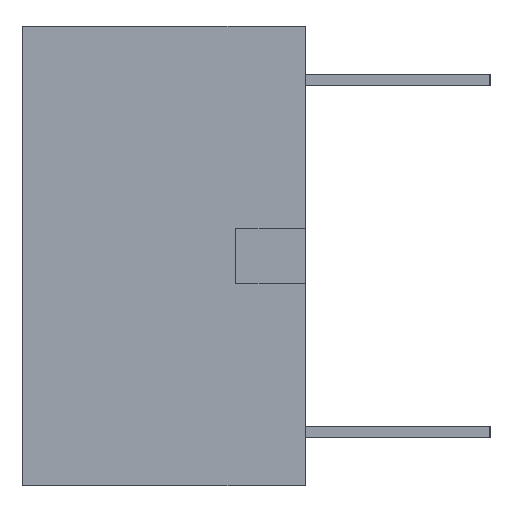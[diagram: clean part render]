
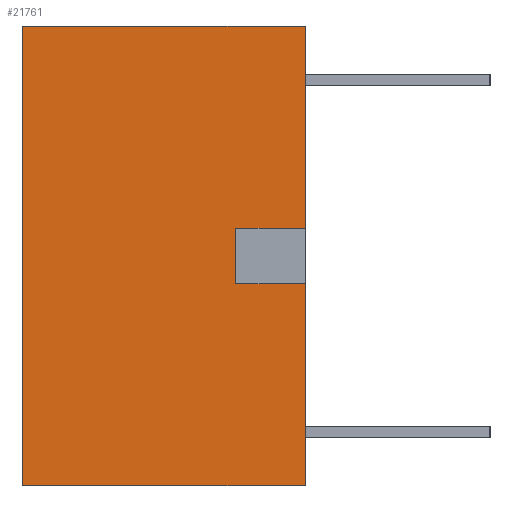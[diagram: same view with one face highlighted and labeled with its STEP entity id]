
A CAD part, left-side view. The second image highlights one B-rep face of the part: STEP entity #21761.
In plain terms, the highlighted planar face has unit normal (-1, 0, 0).
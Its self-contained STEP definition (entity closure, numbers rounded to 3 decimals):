
#4268 = DIRECTION ( 'NONE',  ( 0., -1., 0. ) ) ;
#4269 = VECTOR ( 'NONE', #4268, 1000. ) ;
#4270 = CARTESIAN_POINT ( 'NONE',  ( -10.02, -12.281, 0.6 ) ) ;
#4290 = DIRECTION ( 'NONE',  ( 0., 0., 1. ) ) ;
#4291 = VECTOR ( 'NONE', #4290, 1000. ) ;
#4292 = CARTESIAN_POINT ( 'NONE',  ( -10.02, -6.12, 0. ) ) ;
#4293 = LINE ( 'NONE', #4292, #4291 ) ;
#4294 = CARTESIAN_POINT ( 'NONE',  ( -10.02, -6.12, 0.6 ) ) ;
#4305 = LINE ( 'NONE', #4270, #4269 ) ;
#4329 = DIRECTION ( 'NONE',  ( 0., 1., 0. ) ) ;
#4330 = VECTOR ( 'NONE', #4329, 1000. ) ;
#4331 = CARTESIAN_POINT ( 'NONE',  ( -10.02, -6.12, 4.97 ) ) ;
#4332 = LINE ( 'NONE', #4331, #4330 ) ;
#4333 = CARTESIAN_POINT ( 'NONE',  ( -10.02, -6.12, 4.97 ) ) ;
#4516 = DIRECTION ( 'NONE',  ( 0., -1., 0. ) ) ;
#4517 = VECTOR ( 'NONE', #4516, 1000. ) ;
#4518 = CARTESIAN_POINT ( 'NONE',  ( -10.02, -12.281, -0.6 ) ) ;
#4519 = LINE ( 'NONE', #4518, #4517 ) ;
#4521 = CARTESIAN_POINT ( 'NONE',  ( -10.02, -6.12, -0.6 ) ) ;
#4522 = DIRECTION ( 'NONE',  ( 0., 0., 1. ) ) ;
#4523 = VECTOR ( 'NONE', #4522, 1000. ) ;
#4524 = CARTESIAN_POINT ( 'NONE',  ( -10.02, -6.12, 0. ) ) ;
#4525 = LINE ( 'NONE', #4524, #4523 ) ;
#4526 = CARTESIAN_POINT ( 'NONE',  ( -10.02, -6.12, -4.97 ) ) ;
#4527 = DIRECTION ( 'NONE',  ( 0., 1., 0. ) ) ;
#4528 = VECTOR ( 'NONE', #4527, 1000. ) ;
#4529 = CARTESIAN_POINT ( 'NONE',  ( -10.02, -6.12, -4.97 ) ) ;
#4530 = LINE ( 'NONE', #4529, #4528 ) ;
#4531 = CARTESIAN_POINT ( 'NONE',  ( -10.02, 0., -4.97 ) ) ;
#4532 = DIRECTION ( 'NONE',  ( 0., 0., 1. ) ) ;
#4533 = VECTOR ( 'NONE', #4532, 1000. ) ;
#4534 = CARTESIAN_POINT ( 'NONE',  ( -10.02, 0., 0. ) ) ;
#4535 = LINE ( 'NONE', #4534, #4533 ) ;
#4536 = CARTESIAN_POINT ( 'NONE',  ( -10.02, 0., 4.97 ) ) ;
#4552 = FACE_OUTER_BOUND ( 'NONE', #21762, .T. ) ;
#4582 = CARTESIAN_POINT ( 'NONE',  ( -10.02, -4.62, 0.6 ) ) ;
#4583 = CARTESIAN_POINT ( 'NONE',  ( -10.02, -4.62, -0.6 ) ) ;
#4584 = DIRECTION ( 'NONE',  ( 0., 0., 1. ) ) ;
#4585 = VECTOR ( 'NONE', #4584, 1000. ) ;
#4586 = CARTESIAN_POINT ( 'NONE',  ( -10.02, -4.62, 0. ) ) ;
#4587 = DIRECTION ( 'NONE',  ( 0., 0., 1. ) ) ;
#4588 = DIRECTION ( 'NONE',  ( -1., 0., 0. ) ) ;
#4589 = CARTESIAN_POINT ( 'NONE',  ( -10.02, -6.12, 0. ) ) ;
#4590 = AXIS2_PLACEMENT_3D ( 'NONE', #4589, #4588, #4587 ) ;
#4591 = LINE ( 'NONE', #4586, #4585 ) ;
#4592 = PLANE ( 'NONE',  #4590 ) ;
#21676 = ORIENTED_EDGE ( 'NONE', *, *, #21677, .T. ) ;
#21677 = EDGE_CURVE ( 'NONE', #21766, #21678, #4305, .T. ) ;
#21678 = VERTEX_POINT ( 'NONE', #4294 ) ;
#21679 = ORIENTED_EDGE ( 'NONE', *, *, #21680, .T. ) ;
#21680 = EDGE_CURVE ( 'NONE', #21678, #21681, #4293, .T. ) ;
#21681 = VERTEX_POINT ( 'NONE', #4333 ) ;
#21682 = ORIENTED_EDGE ( 'NONE', *, *, #21683, .T. ) ;
#21683 = EDGE_CURVE ( 'NONE', #21681, #21745, #4332, .T. ) ;
#21745 = VERTEX_POINT ( 'NONE', #4536 ) ;
#21746 = ORIENTED_EDGE ( 'NONE', *, *, #21747, .F. ) ;
#21747 = EDGE_CURVE ( 'NONE', #21748, #21745, #4535, .T. ) ;
#21748 = VERTEX_POINT ( 'NONE', #4531 ) ;
#21749 = ORIENTED_EDGE ( 'NONE', *, *, #21750, .F. ) ;
#21750 = EDGE_CURVE ( 'NONE', #21751, #21748, #4530, .T. ) ;
#21751 = VERTEX_POINT ( 'NONE', #4526 ) ;
#21752 = ORIENTED_EDGE ( 'NONE', *, *, #21753, .T. ) ;
#21753 = EDGE_CURVE ( 'NONE', #21751, #21754, #4525, .T. ) ;
#21754 = VERTEX_POINT ( 'NONE', #4521 ) ;
#21755 = ORIENTED_EDGE ( 'NONE', *, *, #21756, .F. ) ;
#21756 = EDGE_CURVE ( 'NONE', #21765, #21754, #4519, .T. ) ;
#21761 = ADVANCED_FACE ( 'NONE', ( #4552 ), #4592, .T. ) ;
#21762 = EDGE_LOOP ( 'NONE', ( #21763, #21676, #21679, #21682, #21746, #21749, #21752, #21755 ) ) ;
#21763 = ORIENTED_EDGE ( 'NONE', *, *, #21764, .T. ) ;
#21764 = EDGE_CURVE ( 'NONE', #21765, #21766, #4591, .T. ) ;
#21765 = VERTEX_POINT ( 'NONE', #4583 ) ;
#21766 = VERTEX_POINT ( 'NONE', #4582 ) ;
